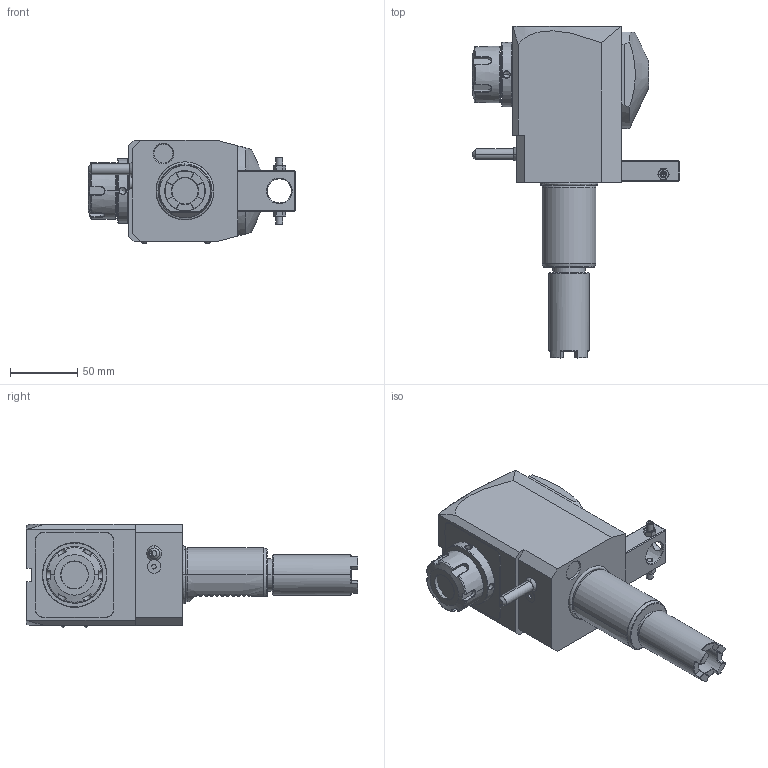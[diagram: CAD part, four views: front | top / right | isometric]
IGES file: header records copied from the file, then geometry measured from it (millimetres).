
Start section:  PTC IGES file: ngt1_40_251_25_1_2_80c.igs
Global section: file name: ngt1_40_251_25_1_2_80c.igs; native system: Pro/ENGINEER by Parametric Technology Corporation; preprocessor: 2010280; author: vali; organization: Unknown; date: 20170310.130817; units: millimetre
Bounding box: 153.6 x 246.25 x 76.6 mm (x, y, z)
Volume: 907768.2 mm3; surface area: 78466.5 mm2
Topology: 1 solids, 1 shells, 482 faces, 1207 edges, 740 vertices
Faces by surface type: bspline 281, revolution 199, extrusion 2
